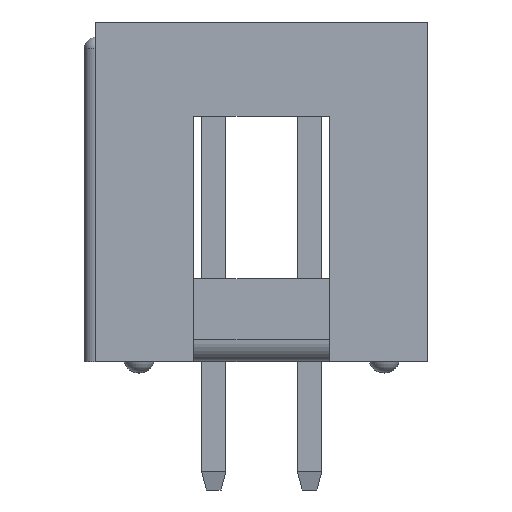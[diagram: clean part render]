
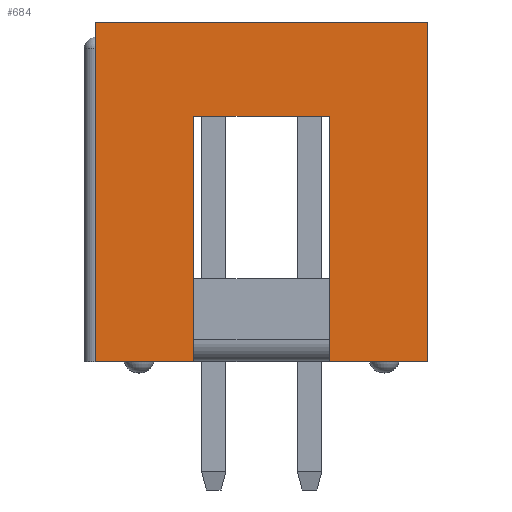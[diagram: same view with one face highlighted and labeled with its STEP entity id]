
A CAD part, left-side view. The second image highlights one B-rep face of the part: STEP entity #684.
In plain terms, the highlighted planar face has unit normal (-1, 0, 0).
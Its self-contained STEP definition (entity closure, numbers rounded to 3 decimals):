
#684=ADVANCED_FACE('',(#3955),#3957,.T.);
#3955=FACE_BOUND('',#3956,.T.);
#3956=EDGE_LOOP('',(#6480,#6481,#6482,#6483,#6484,#6485,#6486,#6487));
#3957=PLANE('',#3958);
#3958=AXIS2_PLACEMENT_3D('',#3959,#3960,#3961);
#3959=CARTESIAN_POINT('',(-12.84,4.4,0.3));
#3960=DIRECTION('',(-1.,0.,0.));
#3961=DIRECTION('',(0.,-1.,0.));
#6480=ORIENTED_EDGE('',*,*,#7966,.T.);
#6481=ORIENTED_EDGE('',*,*,#7967,.T.);
#6482=ORIENTED_EDGE('',*,*,#7968,.T.);
#6483=ORIENTED_EDGE('',*,*,#7794,.T.);
#6484=ORIENTED_EDGE('',*,*,#7969,.T.);
#6485=ORIENTED_EDGE('',*,*,#7970,.F.);
#6486=ORIENTED_EDGE('',*,*,#7971,.F.);
#6487=ORIENTED_EDGE('',*,*,#7780,.T.);
#7780=EDGE_CURVE('',#8579,#8577,#8580,.T.);
#7794=EDGE_CURVE('',#8607,#8605,#8608,.T.);
#7966=EDGE_CURVE('',#8577,#8896,#8898,.F.);
#7967=EDGE_CURVE('',#8896,#8899,#8900,.F.);
#7968=EDGE_CURVE('',#8899,#8607,#8901,.F.);
#7969=EDGE_CURVE('',#8605,#8902,#8903,.T.);
#7970=EDGE_CURVE('',#8904,#8902,#8905,.T.);
#7971=EDGE_CURVE('',#8579,#8904,#8906,.T.);
#8577=VERTEX_POINT('',#9852);
#8579=VERTEX_POINT('',#9856);
#8580=LINE('',#9857,#9858);
#8605=VERTEX_POINT('',#9911);
#8607=VERTEX_POINT('',#9915);
#8608=LINE('',#9916,#9917);
#8896=VERTEX_POINT('',#10553);
#8898=LINE('',#10557,#10558);
#8899=VERTEX_POINT('',#10560);
#8900=LINE('',#10561,#10562);
#8901=LINE('',#10564,#10565);
#8902=VERTEX_POINT('',#10567);
#8903=LINE('',#10568,#10569);
#8904=VERTEX_POINT('',#10571);
#8905=LINE('',#10572,#10573);
#8906=LINE('',#10575,#10576);
#9852=CARTESIAN_POINT('',(-12.84,1.8,0.3));
#9856=CARTESIAN_POINT('',(-12.84,4.4,0.3));
#9857=CARTESIAN_POINT('',(-12.84,4.4,0.3));
#9858=VECTOR('',#9859,1.);
#9859=DIRECTION('',(0.,-1.,0.));
#9911=CARTESIAN_POINT('',(-12.84,-4.4,0.3));
#9915=CARTESIAN_POINT('',(-12.84,-1.8,0.3));
#9916=CARTESIAN_POINT('',(-12.84,-1.8,0.3));
#9917=VECTOR('',#9918,1.);
#9918=DIRECTION('',(0.,-1.,0.));
#10553=CARTESIAN_POINT('',(-12.84,1.8,6.8));
#10557=CARTESIAN_POINT('',(-12.84,1.8,6.8));
#10558=VECTOR('',#10559,1.);
#10559=DIRECTION('',(0.,0.,-1.));
#10560=CARTESIAN_POINT('',(-12.84,-1.8,6.8));
#10561=CARTESIAN_POINT('',(-12.84,-1.8,6.8));
#10562=VECTOR('',#10563,1.);
#10563=DIRECTION('',(0.,1.,0.));
#10564=CARTESIAN_POINT('',(-12.84,-1.8,0.3));
#10565=VECTOR('',#10566,1.);
#10566=DIRECTION('',(0.,0.,1.));
#10567=CARTESIAN_POINT('',(-12.84,-4.4,9.3));
#10568=CARTESIAN_POINT('',(-12.84,-4.4,0.3));
#10569=VECTOR('',#10570,1.);
#10570=DIRECTION('',(0.,0.,1.));
#10571=CARTESIAN_POINT('',(-12.84,4.4,9.3));
#10572=CARTESIAN_POINT('',(-12.84,4.4,9.3));
#10573=VECTOR('',#10574,1.);
#10574=DIRECTION('',(0.,-1.,0.));
#10575=CARTESIAN_POINT('',(-12.84,4.4,0.3));
#10576=VECTOR('',#10577,1.);
#10577=DIRECTION('',(0.,0.,1.));
